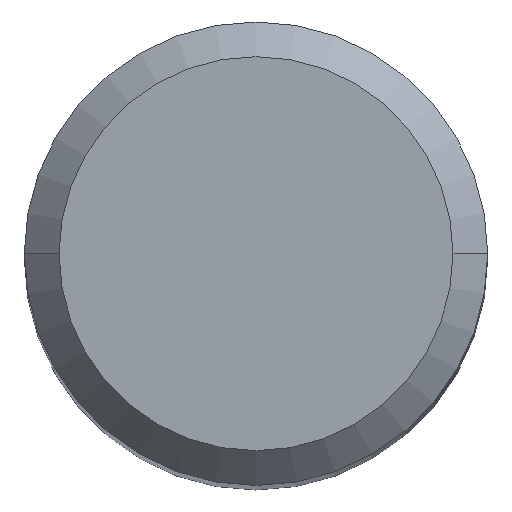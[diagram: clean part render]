
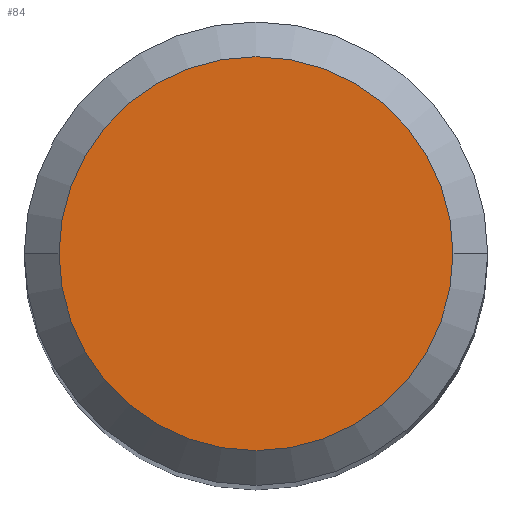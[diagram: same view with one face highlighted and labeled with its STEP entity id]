
A CAD part, top view. The second image highlights one B-rep face of the part: STEP entity #84.
In plain terms, the highlighted planar face has unit normal (0, 0, 1).
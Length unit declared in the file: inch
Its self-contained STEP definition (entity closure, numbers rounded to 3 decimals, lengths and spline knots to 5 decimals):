
#61 = EDGE_CURVE ( 'NONE', #87, #142, #329, .T. ) ;
#68 = DIRECTION ( 'NONE',  ( 1., 0., 0. ) ) ;
#84 = ADVANCED_FACE ( 'NONE', ( #440 ), #425, .F. ) ;
#86 = DIRECTION ( 'NONE',  ( 0., 0., 1. ) ) ;
#87 = VERTEX_POINT ( 'NONE', #395 ) ;
#92 = DIRECTION ( 'NONE',  ( 0., 0., -1. ) ) ;
#95 = EDGE_LOOP ( 'NONE', ( #347, #216 ) ) ;
#110 = AXIS2_PLACEMENT_3D ( 'NONE', #273, #381, #201 ) ;
#142 = VERTEX_POINT ( 'NONE', #282 ) ;
#143 = DIRECTION ( 'NONE',  ( -1., 0., 0. ) ) ;
#170 = CARTESIAN_POINT ( 'NONE',  ( 0., 0., 0. ) ) ;
#194 = CIRCLE ( 'NONE', #269, 0.10625 ) ;
#201 = DIRECTION ( 'NONE',  ( 1., 0., 0. ) ) ;
#216 = ORIENTED_EDGE ( 'NONE', *, *, #61, .T. ) ;
#263 = AXIS2_PLACEMENT_3D ( 'NONE', #357, #92, #143 ) ;
#269 = AXIS2_PLACEMENT_3D ( 'NONE', #170, #86, #68 ) ;
#273 = CARTESIAN_POINT ( 'NONE',  ( 0., 0., 0. ) ) ;
#274 = EDGE_CURVE ( 'NONE', #142, #87, #194, .T. ) ;
#282 = CARTESIAN_POINT ( 'NONE',  ( -0.10625, 0., 0. ) ) ;
#329 = CIRCLE ( 'NONE', #110, 0.10625 ) ;
#347 = ORIENTED_EDGE ( 'NONE', *, *, #274, .T. ) ;
#357 = CARTESIAN_POINT ( 'NONE',  ( 0., 0., 0. ) ) ;
#381 = DIRECTION ( 'NONE',  ( 0., 0., 1. ) ) ;
#395 = CARTESIAN_POINT ( 'NONE',  ( 0.10625, 0., 0. ) ) ;
#425 = PLANE ( 'NONE',  #263 ) ;
#440 = FACE_OUTER_BOUND ( 'NONE', #95, .T. ) ;
